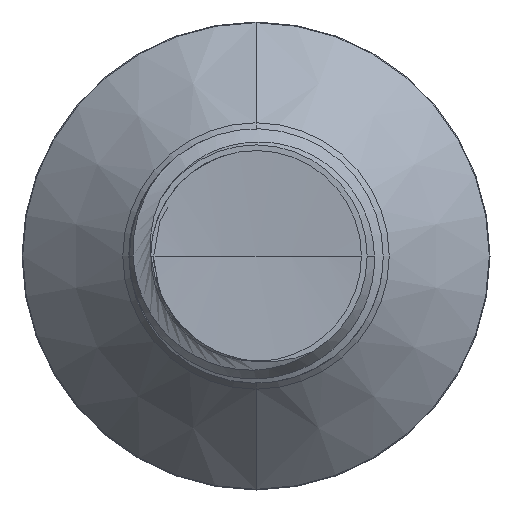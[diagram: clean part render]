
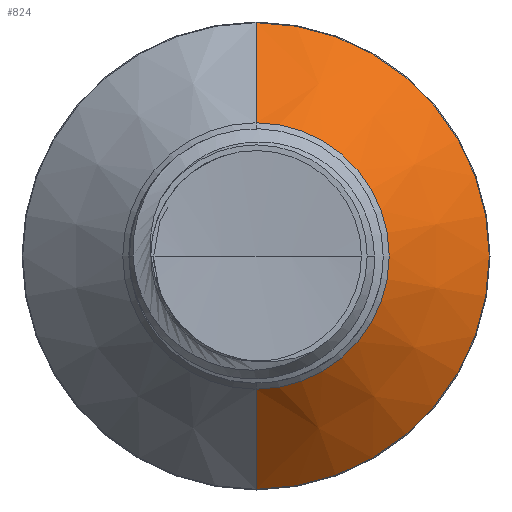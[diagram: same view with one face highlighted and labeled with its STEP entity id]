
A CAD part, front view. The second image highlights one B-rep face of the part: STEP entity #824.
In plain terms, the highlighted conical face has half-angle 45 degrees and reference radius 2.619 mm.
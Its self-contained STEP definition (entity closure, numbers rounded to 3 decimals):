
#13 = CARTESIAN_POINT ( 'NONE',  ( 0., 21.098, 4.586 ) ) ;
#253 = CARTESIAN_POINT ( 'NONE',  ( 0., 19.131, -2.619 ) ) ;
#824 = ADVANCED_FACE ( 'NONE', ( #17460 ), #24741, .T. ) ;
#4233 = CARTESIAN_POINT ( 'NONE',  ( 0., 19.131, -2.619 ) ) ;
#6554 = VERTEX_POINT ( 'NONE', #13 ) ;
#7349 = VERTEX_POINT ( 'NONE', #43815 ) ;
#7445 = ORIENTED_EDGE ( 'NONE', *, *, #21950, .T. ) ;
#8578 = ORIENTED_EDGE ( 'NONE', *, *, #14707, .F. ) ;
#8729 = DIRECTION ( 'NONE',  ( 0., 0.707, 0.707 ) ) ;
#8762 = CARTESIAN_POINT ( 'NONE',  ( 0., 19.131, 2.619 ) ) ;
#10298 = CARTESIAN_POINT ( 'NONE',  ( 0., 19.131, 0. ) ) ;
#11585 = CARTESIAN_POINT ( 'NONE',  ( 0., 21.098, 0. ) ) ;
#12280 = EDGE_CURVE ( 'NONE', #7349, #6554, #15576, .T. ) ;
#13943 = DIRECTION ( 'NONE',  ( 0., 0., 1. ) ) ;
#14373 = VERTEX_POINT ( 'NONE', #24851 ) ;
#14707 = EDGE_CURVE ( 'NONE', #6554, #14373, #40647, .T. ) ;
#15240 = DIRECTION ( 'NONE',  ( 0., 0., 1. ) ) ;
#15576 = LINE ( 'NONE', #8762, #43846 ) ;
#15709 = AXIS2_PLACEMENT_3D ( 'NONE', #10298, #35310, #13943 ) ;
#17162 = EDGE_CURVE ( 'NONE', #42509, #14373, #38988, .T. ) ;
#17460 = FACE_OUTER_BOUND ( 'NONE', #26628, .T. ) ;
#18206 = ORIENTED_EDGE ( 'NONE', *, *, #12280, .F. ) ;
#20308 = CARTESIAN_POINT ( 'NONE',  ( 0., 19.131, 0. ) ) ;
#20467 = DIRECTION ( 'NONE',  ( 0., 1., 0. ) ) ;
#21950 = EDGE_CURVE ( 'NONE', #7349, #42509, #44055, .T. ) ;
#22475 = DIRECTION ( 'NONE',  ( 0., 0., 1. ) ) ;
#24741 = CONICAL_SURFACE ( 'NONE', #27104, 2.619, 0.785 ) ;
#24851 = CARTESIAN_POINT ( 'NONE',  ( 0., 21.098, -4.586 ) ) ;
#26277 = VECTOR ( 'NONE', #43055, 1000. ) ;
#26628 = EDGE_LOOP ( 'NONE', ( #7445, #45263, #8578, #18206 ) ) ;
#27104 = AXIS2_PLACEMENT_3D ( 'NONE', #20308, #20467, #22475 ) ;
#35310 = DIRECTION ( 'NONE',  ( 0., 1., 0. ) ) ;
#35467 = AXIS2_PLACEMENT_3D ( 'NONE', #11585, #36577, #15240 ) ;
#36577 = DIRECTION ( 'NONE',  ( 0., 1., 0. ) ) ;
#38988 = LINE ( 'NONE', #253, #26277 ) ;
#40647 = CIRCLE ( 'NONE', #35467, 4.586 ) ;
#42509 = VERTEX_POINT ( 'NONE', #4233 ) ;
#43055 = DIRECTION ( 'NONE',  ( 0., 0.707, -0.707 ) ) ;
#43815 = CARTESIAN_POINT ( 'NONE',  ( 0., 19.131, 2.619 ) ) ;
#43846 = VECTOR ( 'NONE', #8729, 1000. ) ;
#44055 = CIRCLE ( 'NONE', #15709, 2.619 ) ;
#45263 = ORIENTED_EDGE ( 'NONE', *, *, #17162, .T. ) ;
